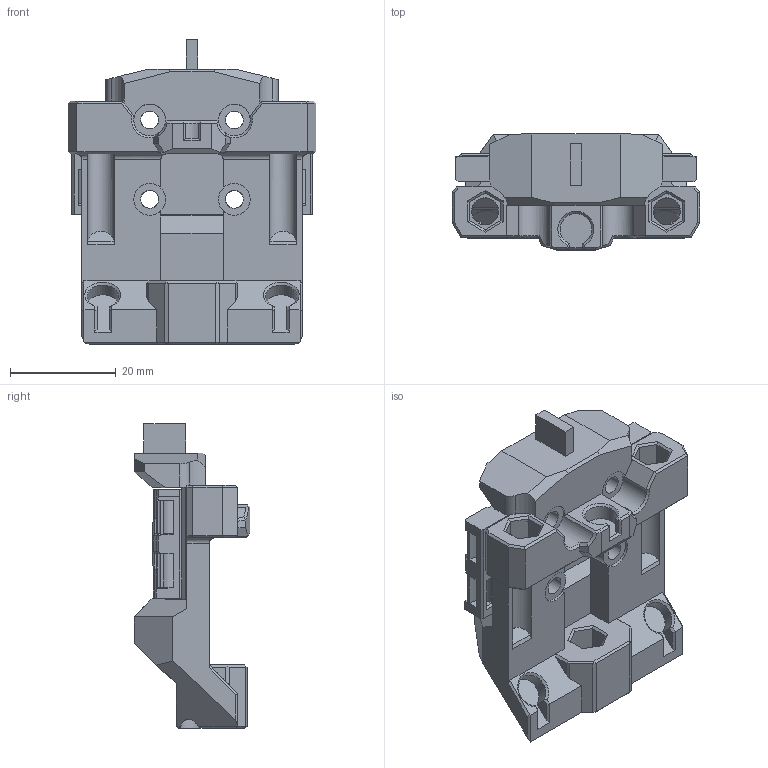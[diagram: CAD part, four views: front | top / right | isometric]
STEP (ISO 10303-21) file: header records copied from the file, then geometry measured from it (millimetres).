
FILE_DESCRIPTION(/* description */ (''),/* implementation_level */ '2;1');
FILE_NAME(/* name */ 'StealthChanger MGN9H.step',/* time_stamp */ '2024-04-16T20:20:55+01:00',/* author */ (''),/* organization */ (''),/* preprocessor_version */ 'ST-DEVELOPER v20',/* originating_system */ 'Autodesk Translation Framework v12.20.1.177',/* authorisation */ '');
FILE_SCHEMA (('AUTOMOTIVE_DESIGN { 1 0 10303 214 3 1 1 }'));
Length unit declared in the file: millimetre
Products named in the file (5): StealthChanger_Tripod; MGN9; Shuttle (2) (1); Shuttle_Keeper (1); 6mm (1)
Assembly tree (4 placements, depth 4):
  StealthChanger_Tripod
    MGN9
      Shuttle (2) (1)
      Shuttle_Keeper (1)
        6mm (1)
Bounding box: 46.86 x 21.9 x 57.62 mm (x, y, z)
Volume: 20189.8 mm3; surface area: 13179.3 mm2
Topology: 2 solids, 43 shells, 1120 faces, 3015 edges, 1975 vertices
Faces by surface type: plane 857, cylinder 246, bspline 12, cone 5
Full cylindrical faces by diameter (mm): 2.8 x2, 3.2 x1, 3.4 x8, 4.7 x1, 5.1 x3, 6 x2, 6.1 x2
Entity records: 35891 total; most frequent: CARTESIAN_POINT 7281, ORIENTED_EDGE 6030, DIRECTION 5765, EDGE_CURVE 3015, LINE 2291, VECTOR 2291, VERTEX_POINT 1975, AXIS2_PLACEMENT_3D 1737
